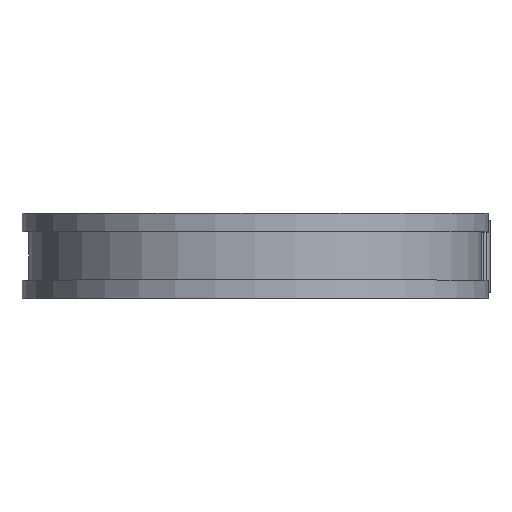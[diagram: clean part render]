
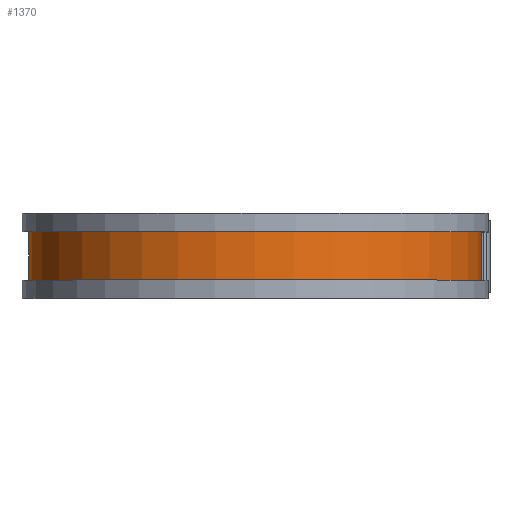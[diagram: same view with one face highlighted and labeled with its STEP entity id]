
A CAD part, top view. The second image highlights one B-rep face of the part: STEP entity #1370.
In plain terms, the highlighted cylindrical face has radius 50.368 mm (diameter 100.736 mm), a partial arc.
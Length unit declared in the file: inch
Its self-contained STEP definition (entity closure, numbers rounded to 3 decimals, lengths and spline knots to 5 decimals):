
#102 = CARTESIAN_POINT ( 'NONE',  ( 0., 0.2125, -1.983 ) ) ;
#141 = ORIENTED_EDGE ( 'NONE', *, *, #1684, .F. ) ;
#166 = CARTESIAN_POINT ( 'NONE',  ( 1.983, -0.2125, 0. ) ) ;
#170 = VERTEX_POINT ( 'NONE', #166 ) ;
#222 = ORIENTED_EDGE ( 'NONE', *, *, #1243, .F. ) ;
#402 = LINE ( 'NONE', #1688, #520 ) ;
#478 = ORIENTED_EDGE ( 'NONE', *, *, #1062, .T. ) ;
#520 = VECTOR ( 'NONE', #946, 39.37008 ) ;
#570 = CYLINDRICAL_SURFACE ( 'NONE', #789, 1.983 ) ;
#577 = FACE_OUTER_BOUND ( 'NONE', #1340, .T. ) ;
#622 = DIRECTION ( 'NONE',  ( 0., 0., -1. ) ) ;
#651 = DIRECTION ( 'NONE',  ( 0., -1., 0. ) ) ;
#657 = DIRECTION ( 'NONE',  ( 0., 0., -1. ) ) ;
#662 = CARTESIAN_POINT ( 'NONE',  ( 0., -0.2125, 0. ) ) ;
#678 = CIRCLE ( 'NONE', #1413, 1.983 ) ;
#730 = LINE ( 'NONE', #1636, #785 ) ;
#740 = DIRECTION ( 'NONE',  ( 0., -1., 0. ) ) ;
#747 = CARTESIAN_POINT ( 'NONE',  ( 0., 0.2125, 0. ) ) ;
#785 = VECTOR ( 'NONE', #1025, 39.37008 ) ;
#789 = AXIS2_PLACEMENT_3D ( 'NONE', #998, #1385, #1093 ) ;
#875 = EDGE_CURVE ( 'NONE', #1739, #1685, #1397, .T. ) ;
#946 = DIRECTION ( 'NONE',  ( 0., -1., 0. ) ) ;
#998 = CARTESIAN_POINT ( 'NONE',  ( 0., 0.3125, 0. ) ) ;
#1025 = DIRECTION ( 'NONE',  ( 0., -1., 0. ) ) ;
#1062 = EDGE_CURVE ( 'NONE', #1685, #1595, #730, .T. ) ;
#1093 = DIRECTION ( 'NONE',  ( 0., 0., -1. ) ) ;
#1209 = ORIENTED_EDGE ( 'NONE', *, *, #875, .T. ) ;
#1243 = EDGE_CURVE ( 'NONE', #170, #1595, #678, .T. ) ;
#1340 = EDGE_LOOP ( 'NONE', ( #141, #1209, #478, #222 ) ) ;
#1370 = ADVANCED_FACE ( 'NONE', ( #577 ), #570, .T. ) ;
#1385 = DIRECTION ( 'NONE',  ( 0., -1., 0. ) ) ;
#1397 = CIRCLE ( 'NONE', #1513, 1.983 ) ;
#1413 = AXIS2_PLACEMENT_3D ( 'NONE', #662, #651, #622 ) ;
#1443 = CARTESIAN_POINT ( 'NONE',  ( 0., -0.2125, -1.983 ) ) ;
#1513 = AXIS2_PLACEMENT_3D ( 'NONE', #747, #740, #657 ) ;
#1559 = CARTESIAN_POINT ( 'NONE',  ( 1.983, 0.2125, 0. ) ) ;
#1595 = VERTEX_POINT ( 'NONE', #1443 ) ;
#1636 = CARTESIAN_POINT ( 'NONE',  ( 0., 0.3125, -1.983 ) ) ;
#1684 = EDGE_CURVE ( 'NONE', #1739, #170, #402, .T. ) ;
#1685 = VERTEX_POINT ( 'NONE', #102 ) ;
#1688 = CARTESIAN_POINT ( 'NONE',  ( 1.983, 0.3125, 0. ) ) ;
#1739 = VERTEX_POINT ( 'NONE', #1559 ) ;
